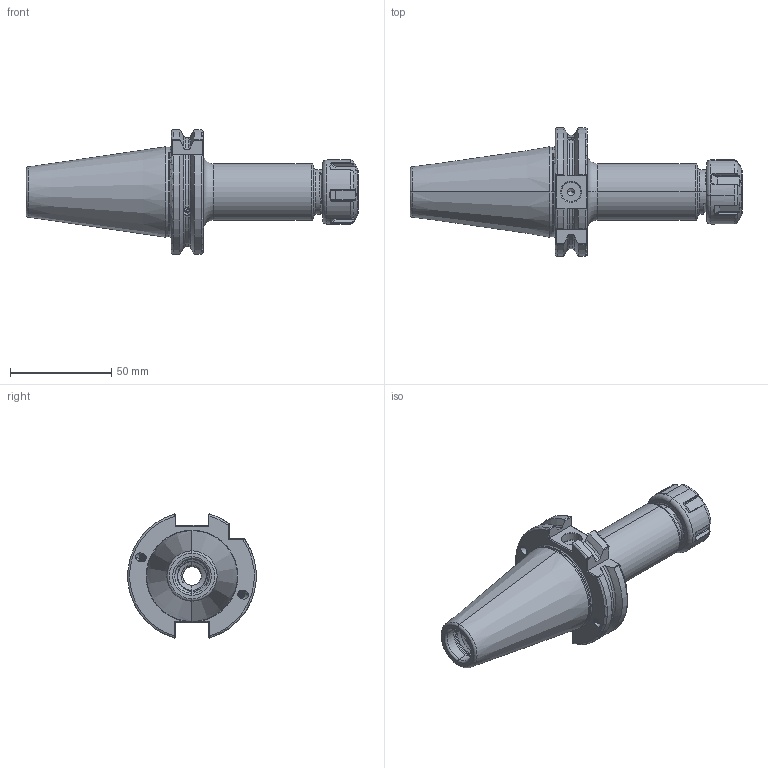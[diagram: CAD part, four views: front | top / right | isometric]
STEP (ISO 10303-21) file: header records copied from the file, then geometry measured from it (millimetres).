
FILE_DESCRIPTION (( 'STEP AP203' ), '1' );
FILE_NAME ('403.02.10.1.STEP', '2016-07-16T03:14:51', ( '' ), ( '' ), 'SwSTEP 2.0', 'SolidWorks 2012', '' );
FILE_SCHEMA (( 'CONFIG_CONTROL_DESIGN' ));
Length unit declared in the file: millimetre
Products named in the file (3): 2-01.100.0160180C7_ER16螺帽(六溝); 403.02.10.1
Assembly tree (2 placements, depth 2):
  403.02.10.1
    403.02.10.1
    2-01.100.0160180C7_ER16螺帽(六溝)
Bounding box: 163.87 x 63.34 x 61.24 mm (x, y, z)
Volume: 136531.1 mm3; surface area: 36291.2 mm2
Topology: 2 solids, 2 shells, 514 faces, 1356 edges, 834 vertices
Faces by surface type: cylinder 221, bspline 91, plane 91, torus 67, cone 44
Entity records: 34109 total; most frequent: CARTESIAN_POINT 23069, ORIENTED_EDGE 2684, DIRECTION 1718, EDGE_CURVE 1342, VERTEX_POINT 834, AXIS2_PLACEMENT_3D 668, EDGE_LOOP 528, ADVANCED_FACE 514
